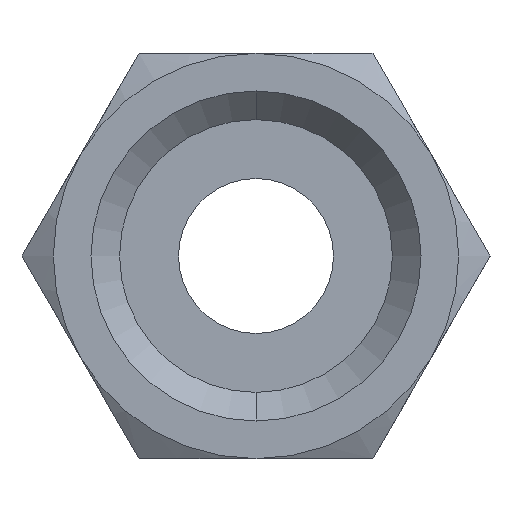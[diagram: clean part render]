
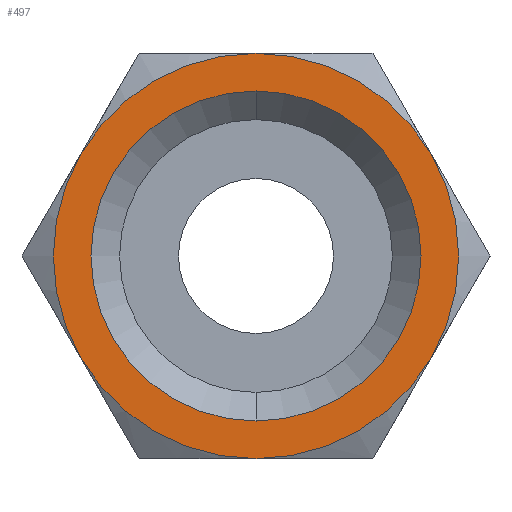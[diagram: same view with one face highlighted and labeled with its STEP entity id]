
A CAD part, front view. The second image highlights one B-rep face of the part: STEP entity #497.
In plain terms, the highlighted planar face has unit normal (0, -1, 0).
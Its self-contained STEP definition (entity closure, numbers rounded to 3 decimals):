
#44 = EDGE_CURVE ( 'NONE', #514, #782, #585, .T. ) ;
#80 = CARTESIAN_POINT ( 'NONE',  ( 0., 0., 0. ) ) ;
#86 = CARTESIAN_POINT ( 'NONE',  ( 0., 0., 6.922 ) ) ;
#105 = DIRECTION ( 'NONE',  ( 0., -1., 0. ) ) ;
#120 = CARTESIAN_POINT ( 'NONE',  ( 0., 0., 0. ) ) ;
#143 = VERTEX_POINT ( 'NONE', #316 ) ;
#186 = VERTEX_POINT ( 'NONE', #221 ) ;
#192 = EDGE_CURVE ( 'NONE', #1073, #491, #606, .T. ) ;
#205 = CARTESIAN_POINT ( 'NONE',  ( 0., 0., 0. ) ) ;
#206 = ORIENTED_EDGE ( 'NONE', *, *, #651, .T. ) ;
#213 = DIRECTION ( 'NONE',  ( 0., 0., 1. ) ) ;
#221 = CARTESIAN_POINT ( 'NONE',  ( -7.361, 0., -4.25 ) ) ;
#224 = PLANE ( 'NONE',  #891 ) ;
#240 = ORIENTED_EDGE ( 'NONE', *, *, #806, .T. ) ;
#298 = VERTEX_POINT ( 'NONE', #1121 ) ;
#315 = AXIS2_PLACEMENT_3D ( 'NONE', #659, #1142, #1504 ) ;
#316 = CARTESIAN_POINT ( 'NONE',  ( 7.361, 0., -4.25 ) ) ;
#370 = CARTESIAN_POINT ( 'NONE',  ( 0., 0., -6.922 ) ) ;
#404 = DIRECTION ( 'NONE',  ( 0., 0., 1. ) ) ;
#434 = ORIENTED_EDGE ( 'NONE', *, *, #1436, .T. ) ;
#491 = VERTEX_POINT ( 'NONE', #86 ) ;
#497 = ADVANCED_FACE ( 'NONE', ( #1047, #1316 ), #224, .T. ) ;
#514 = VERTEX_POINT ( 'NONE', #1313 ) ;
#521 = CIRCLE ( 'NONE', #1543, 8.5 ) ;
#522 = CIRCLE ( 'NONE', #315, 8.5 ) ;
#542 = AXIS2_PLACEMENT_3D ( 'NONE', #1081, #1205, #1322 ) ;
#558 = DIRECTION ( 'NONE',  ( 0., -1., 0. ) ) ;
#576 = CARTESIAN_POINT ( 'NONE',  ( 0., 0., 0. ) ) ;
#582 = CIRCLE ( 'NONE', #943, 8.5 ) ;
#585 = CIRCLE ( 'NONE', #1192, 8.5 ) ;
#606 = CIRCLE ( 'NONE', #542, 6.922 ) ;
#645 = DIRECTION ( 'NONE',  ( 0., -1., 0. ) ) ;
#651 = EDGE_CURVE ( 'NONE', #298, #514, #522, .T. ) ;
#659 = CARTESIAN_POINT ( 'NONE',  ( 0., 0., 0. ) ) ;
#670 = CARTESIAN_POINT ( 'NONE',  ( 0., 0., 0. ) ) ;
#780 = AXIS2_PLACEMENT_3D ( 'NONE', #120, #645, #1248 ) ;
#782 = VERTEX_POINT ( 'NONE', #1312 ) ;
#793 = CIRCLE ( 'NONE', #951, 6.922 ) ;
#806 = EDGE_CURVE ( 'NONE', #143, #298, #1209, .T. ) ;
#827 = DIRECTION ( 'NONE',  ( 0., 0., -1. ) ) ;
#856 = EDGE_CURVE ( 'NONE', #491, #1073, #793, .T. ) ;
#891 = AXIS2_PLACEMENT_3D ( 'NONE', #1083, #105, #827 ) ;
#943 = AXIS2_PLACEMENT_3D ( 'NONE', #670, #1380, #404 ) ;
#951 = AXIS2_PLACEMENT_3D ( 'NONE', #80, #953, #1070 ) ;
#953 = DIRECTION ( 'NONE',  ( 0., -1., 0. ) ) ;
#968 = EDGE_LOOP ( 'NONE', ( #1088, #434, #1134, #240, #206, #1039 ) ) ;
#993 = EDGE_CURVE ( 'NONE', #782, #186, #1315, .T. ) ;
#1026 = CARTESIAN_POINT ( 'NONE',  ( 0., 0., -8.5 ) ) ;
#1039 = ORIENTED_EDGE ( 'NONE', *, *, #44, .T. ) ;
#1047 = FACE_BOUND ( 'NONE', #1509, .T. ) ;
#1065 = DIRECTION ( 'NONE',  ( 0., -1., 0. ) ) ;
#1070 = DIRECTION ( 'NONE',  ( 0., 0., -1. ) ) ;
#1073 = VERTEX_POINT ( 'NONE', #370 ) ;
#1081 = CARTESIAN_POINT ( 'NONE',  ( 0., 0., 0. ) ) ;
#1083 = CARTESIAN_POINT ( 'NONE',  ( -8.602, 0., 8.602 ) ) ;
#1088 = ORIENTED_EDGE ( 'NONE', *, *, #993, .T. ) ;
#1121 = CARTESIAN_POINT ( 'NONE',  ( 7.361, 0., 4.25 ) ) ;
#1134 = ORIENTED_EDGE ( 'NONE', *, *, #1541, .T. ) ;
#1142 = DIRECTION ( 'NONE',  ( 0., -1., 0. ) ) ;
#1192 = AXIS2_PLACEMENT_3D ( 'NONE', #1302, #1065, #1412 ) ;
#1205 = DIRECTION ( 'NONE',  ( 0., -1., 0. ) ) ;
#1209 = CIRCLE ( 'NONE', #1491, 8.5 ) ;
#1248 = DIRECTION ( 'NONE',  ( 0., 0., 1. ) ) ;
#1296 = DIRECTION ( 'NONE',  ( 0., 0., 1. ) ) ;
#1302 = CARTESIAN_POINT ( 'NONE',  ( 0., 0., 0. ) ) ;
#1308 = ORIENTED_EDGE ( 'NONE', *, *, #192, .F. ) ;
#1312 = CARTESIAN_POINT ( 'NONE',  ( -7.361, 0., 4.25 ) ) ;
#1313 = CARTESIAN_POINT ( 'NONE',  ( 0., 0., 8.5 ) ) ;
#1315 = CIRCLE ( 'NONE', #780, 8.5 ) ;
#1316 = FACE_OUTER_BOUND ( 'NONE', #968, .T. ) ;
#1322 = DIRECTION ( 'NONE',  ( 0., 0., -1. ) ) ;
#1380 = DIRECTION ( 'NONE',  ( 0., -1., 0. ) ) ;
#1412 = DIRECTION ( 'NONE',  ( 0., 0., 1. ) ) ;
#1418 = DIRECTION ( 'NONE',  ( 0., -1., 0. ) ) ;
#1436 = EDGE_CURVE ( 'NONE', #186, #1443, #582, .T. ) ;
#1443 = VERTEX_POINT ( 'NONE', #1026 ) ;
#1483 = ORIENTED_EDGE ( 'NONE', *, *, #856, .F. ) ;
#1491 = AXIS2_PLACEMENT_3D ( 'NONE', #576, #1418, #213 ) ;
#1504 = DIRECTION ( 'NONE',  ( 0., 0., 1. ) ) ;
#1509 = EDGE_LOOP ( 'NONE', ( #1308, #1483 ) ) ;
#1541 = EDGE_CURVE ( 'NONE', #1443, #143, #521, .T. ) ;
#1543 = AXIS2_PLACEMENT_3D ( 'NONE', #205, #558, #1296 ) ;
